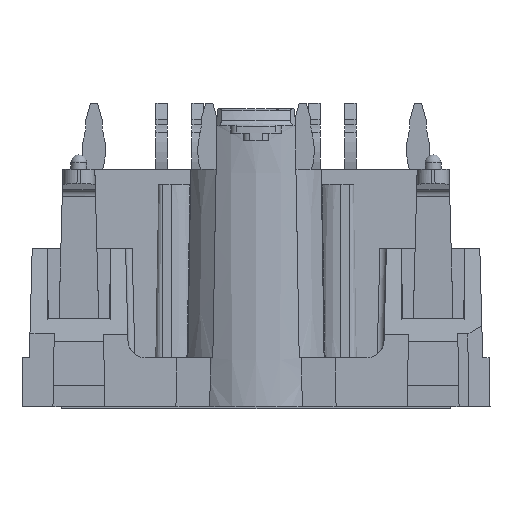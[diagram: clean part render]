
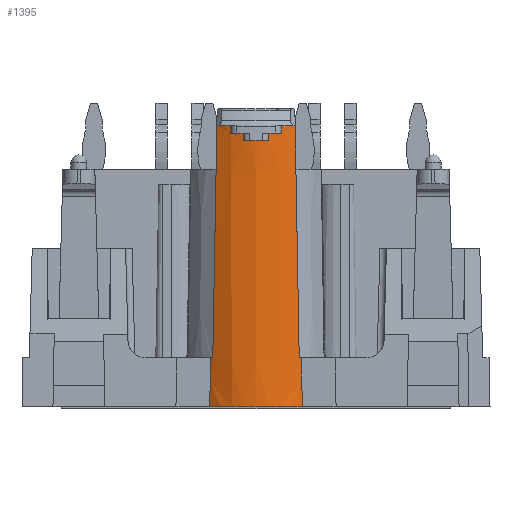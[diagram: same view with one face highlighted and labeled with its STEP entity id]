
A CAD part, left-side view. The second image highlights one B-rep face of the part: STEP entity #1395.
In plain terms, the highlighted conical face has half-angle 0.356 degrees and reference radius 5.5 mm.
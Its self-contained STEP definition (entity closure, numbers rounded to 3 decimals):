
#1395 = ADVANCED_FACE( '', ( #3243 ), #3244, .T. );
#3243 = FACE_OUTER_BOUND( '', #5571, .T. );
#3244 = CONICAL_SURFACE( '', #5572, 5.5, 0.006 );
#5571 = EDGE_LOOP( '', ( #9916, #9917, #9918, #9919, #9920, #9921, #9922, #9923, #9924, #9925, #9926, #9927, #9928, #9929, #9930, #9931 ) );
#5572 = AXIS2_PLACEMENT_3D( '', #9932, #9933, #9934 );
#9916 = ORIENTED_EDGE( '', *, *, #15784, .F. );
#9917 = ORIENTED_EDGE( '', *, *, #15245, .F. );
#9918 = ORIENTED_EDGE( '', *, *, #15931, .T. );
#9919 = ORIENTED_EDGE( '', *, *, #14789, .F. );
#9920 = ORIENTED_EDGE( '', *, *, #15932, .T. );
#9921 = ORIENTED_EDGE( '', *, *, #14262, .T. );
#9922 = ORIENTED_EDGE( '', *, *, #15933, .T. );
#9923 = ORIENTED_EDGE( '', *, *, #15663, .T. );
#9924 = ORIENTED_EDGE( '', *, *, #15745, .T. );
#9925 = ORIENTED_EDGE( '', *, *, #15934, .T. );
#9926 = ORIENTED_EDGE( '', *, *, #14986, .T. );
#9927 = ORIENTED_EDGE( '', *, *, #15935, .T. );
#9928 = ORIENTED_EDGE( '', *, *, #15936, .T. );
#9929 = ORIENTED_EDGE( '', *, *, #15937, .F. );
#9930 = ORIENTED_EDGE( '', *, *, #15938, .T. );
#9931 = ORIENTED_EDGE( '', *, *, #15939, .T. );
#9932 = CARTESIAN_POINT( '', ( -27.5, 0., -7.355 ) );
#9933 = DIRECTION( '', ( 0., 0., 1. ) );
#9934 = DIRECTION( '', ( -1., 0., 0. ) );
#14262 = EDGE_CURVE( '', #17157, #17155, #17158, .T. );
#14789 = EDGE_CURVE( '', #18103, #18105, #18106, .T. );
#14986 = EDGE_CURVE( '', #18433, #18431, #18434, .T. );
#15245 = EDGE_CURVE( '', #18860, #18856, #18862, .T. );
#15663 = EDGE_CURVE( '', #19518, #19516, #19519, .T. );
#15745 = EDGE_CURVE( '', #19516, #19647, #19649, .T. );
#15784 = EDGE_CURVE( '', #18856, #19698, #19699, .T. );
#15931 = EDGE_CURVE( '', #18860, #18105, #19924, .T. );
#15932 = EDGE_CURVE( '', #18103, #17157, #19925, .T. );
#15933 = EDGE_CURVE( '', #17155, #19518, #19926, .T. );
#15934 = EDGE_CURVE( '', #19647, #18433, #19927, .T. );
#15935 = EDGE_CURVE( '', #18431, #19928, #19929, .T. );
#15936 = EDGE_CURVE( '', #19928, #19930, #19931, .T. );
#15937 = EDGE_CURVE( '', #19932, #19930, #19933, .T. );
#15938 = EDGE_CURVE( '', #19932, #19934, #19935, .T. );
#15939 = EDGE_CURVE( '', #19934, #19698, #19936, .T. );
#17155 = VERTEX_POINT( '', #21452 );
#17157 = VERTEX_POINT( '', #21455 );
#17158 = LINE( '', #21456, #21457 );
#18103 = VERTEX_POINT( '', #22745 );
#18105 = VERTEX_POINT( '', #22748 );
#18106 = ELLIPSE( '', #22749, 430.867, 7.027 );
#18431 = VERTEX_POINT( '', #23202 );
#18433 = VERTEX_POINT( '', #23205 );
#18434 = CIRCLE( '', #23206, 5.597 );
#18856 = VERTEX_POINT( '', #23799 );
#18860 = VERTEX_POINT( '', #23805 );
#18862 = ELLIPSE( '', #23808, 255.779, 4.172 );
#19516 = VERTEX_POINT( '', #24713 );
#19518 = VERTEX_POINT( '', #24716 );
#19519 = LINE( '', #24717, #24718 );
#19647 = VERTEX_POINT( '', #24894 );
#19649 = CIRCLE( '', #24897, 5.594 );
#19698 = VERTEX_POINT( '', #24969 );
#19699 = CIRCLE( '', #24970, 5.479 );
#19924 = CIRCLE( '', #25292, 5.5 );
#19925 = CIRCLE( '', #25293, 5.6 );
#19926 = CIRCLE( '', #25294, 5.597 );
#19927 = LINE( '', #25295, #25296 );
#19928 = VERTEX_POINT( '', #25297 );
#19929 = LINE( '', #25298, #25299 );
#19930 = VERTEX_POINT( '', #25300 );
#19931 = CIRCLE( '', #25301, 5.6 );
#19932 = VERTEX_POINT( '', #25302 );
#19933 = ELLIPSE( '', #25303, 430.867, 7.027 );
#19934 = VERTEX_POINT( '', #25304 );
#19935 = CIRCLE( '', #25305, 5.5 );
#19936 = ELLIPSE( '', #25306, 255.779, 4.172 );
#21452 = CARTESIAN_POINT( '', ( -32.816, -1.75, 8.245 ) );
#21455 = CARTESIAN_POINT( '', ( -32.82, -1.75, 8.745 ) );
#21456 = CARTESIAN_POINT( '', ( -32.818, -1.75, 8.495 ) );
#21457 = VECTOR( '', #27459, 1000. );
#22745 = CARTESIAN_POINT( '', ( -32.396, -2.719, 8.745 ) );
#22748 = CARTESIAN_POINT( '', ( -32.11, -3., -7.355 ) );
#22749 = AXIS2_PLACEMENT_3D( '', #28176, #28177, #28178 );
#23202 = CARTESIAN_POINT( '', ( -32.816, 1.75, 8.245 ) );
#23205 = CARTESIAN_POINT( '', ( -33.024, 0.9, 8.245 ) );
#23206 = AXIS2_PLACEMENT_3D( '', #28404, #28405, #28406 );
#23799 = CARTESIAN_POINT( '', ( -31.941, -3.209, -10.755 ) );
#23805 = CARTESIAN_POINT( '', ( -32., -3.162, -7.355 ) );
#23808 = AXIS2_PLACEMENT_3D( '', #28735, #28736, #28737 );
#24713 = CARTESIAN_POINT( '', ( -33.021, -0.9, 7.745 ) );
#24716 = CARTESIAN_POINT( '', ( -33.024, -0.9, 8.245 ) );
#24717 = CARTESIAN_POINT( '', ( -33.022, -0.9, 7.995 ) );
#24718 = VECTOR( '', #29240, 1000. );
#24894 = CARTESIAN_POINT( '', ( -33.021, 0.9, 7.745 ) );
#24897 = AXIS2_PLACEMENT_3D( '', #29341, #29342, #29343 );
#24969 = CARTESIAN_POINT( '', ( -31.941, 3.209, -10.755 ) );
#24970 = AXIS2_PLACEMENT_3D( '', #29379, #29380, #29381 );
#25292 = AXIS2_PLACEMENT_3D( '', #29551, #29552, #29553 );
#25293 = AXIS2_PLACEMENT_3D( '', #29554, #29555, #29556 );
#25294 = AXIS2_PLACEMENT_3D( '', #29557, #29558, #29559 );
#25295 = CARTESIAN_POINT( '', ( -33.022, 0.9, 7.995 ) );
#25296 = VECTOR( '', #29560, 1000. );
#25297 = CARTESIAN_POINT( '', ( -32.82, 1.75, 8.745 ) );
#25298 = CARTESIAN_POINT( '', ( -32.818, 1.75, 8.495 ) );
#25299 = VECTOR( '', #29561, 1000. );
#25300 = CARTESIAN_POINT( '', ( -32.396, 2.719, 8.745 ) );
#25301 = AXIS2_PLACEMENT_3D( '', #29562, #29563, #29564 );
#25302 = CARTESIAN_POINT( '', ( -32.11, 3., -7.355 ) );
#25303 = AXIS2_PLACEMENT_3D( '', #29565, #29566, #29567 );
#25304 = CARTESIAN_POINT( '', ( -32., 3.162, -7.355 ) );
#25305 = AXIS2_PLACEMENT_3D( '', #29568, #29569, #29570 );
#25306 = AXIS2_PLACEMENT_3D( '', #29571, #29572, #29573 );
#27459 = DIRECTION( '', ( 0.007, 0., -1. ) );
#28176 = CARTESIAN_POINT( '', ( -27.5, 2.676, 317.81 ) );
#28177 = DIRECTION( '', ( 0., -1., 0.017 ) );
#28178 = DIRECTION( '', ( 0., 0.017, 1. ) );
#28404 = CARTESIAN_POINT( '', ( -27.5, 0., 8.245 ) );
#28405 = DIRECTION( '', ( 0., 0., -1. ) );
#28406 = DIRECTION( '', ( -1., 0., 0. ) );
#28735 = CARTESIAN_POINT( '', ( -29.088, 0., -174.158 ) );
#28736 = DIRECTION( '', ( 1., 0., 0.017 ) );
#28737 = DIRECTION( '', ( -0.017, 0., 1. ) );
#29240 = DIRECTION( '', ( 0.006, 0., -1. ) );
#29341 = CARTESIAN_POINT( '', ( -27.5, 0., 7.745 ) );
#29342 = DIRECTION( '', ( 0., 0., -1. ) );
#29343 = DIRECTION( '', ( -1., 0., 0. ) );
#29379 = CARTESIAN_POINT( '', ( -27.5, 0., -10.755 ) );
#29380 = DIRECTION( '', ( 0., 0., -1. ) );
#29381 = DIRECTION( '', ( 1., 0., 0. ) );
#29551 = CARTESIAN_POINT( '', ( -27.5, 0., -7.355 ) );
#29552 = DIRECTION( '', ( 0., 0., -1. ) );
#29553 = DIRECTION( '', ( -1., 0., 0. ) );
#29554 = CARTESIAN_POINT( '', ( -27.5, 0., 8.745 ) );
#29555 = DIRECTION( '', ( 0., 0., -1. ) );
#29556 = DIRECTION( '', ( -1., 0., 0. ) );
#29557 = CARTESIAN_POINT( '', ( -27.5, 0., 8.245 ) );
#29558 = DIRECTION( '', ( 0., 0., -1. ) );
#29559 = DIRECTION( '', ( -1., 0., 0. ) );
#29560 = DIRECTION( '', ( -0.006, 0., 1. ) );
#29561 = DIRECTION( '', ( -0.007, 0., 1. ) );
#29562 = CARTESIAN_POINT( '', ( -27.5, 0., 8.745 ) );
#29563 = DIRECTION( '', ( 0., 0., -1. ) );
#29564 = DIRECTION( '', ( -1., 0., 0. ) );
#29565 = CARTESIAN_POINT( '', ( -27.5, -2.676, 317.81 ) );
#29566 = DIRECTION( '', ( 0., 1., 0.017 ) );
#29567 = DIRECTION( '', ( 0., -0.017, 1. ) );
#29568 = CARTESIAN_POINT( '', ( -27.5, 0., -7.355 ) );
#29569 = DIRECTION( '', ( 0., 0., -1. ) );
#29570 = DIRECTION( '', ( -1., 0., 0. ) );
#29571 = CARTESIAN_POINT( '', ( -29.088, 0., -174.158 ) );
#29572 = DIRECTION( '', ( -1., 0., -0.017 ) );
#29573 = DIRECTION( '', ( -0.017, 0., 1. ) );
